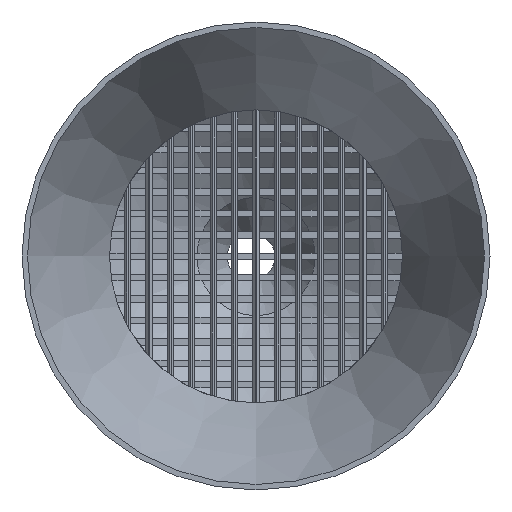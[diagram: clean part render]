
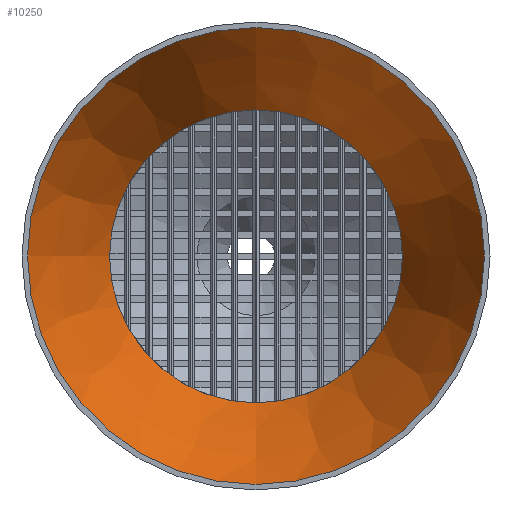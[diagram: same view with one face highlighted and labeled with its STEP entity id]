
A CAD part, top view. The second image highlights one B-rep face of the part: STEP entity #10250.
In plain terms, the highlighted conical face has half-angle 24 degrees and reference radius 46.038 mm.
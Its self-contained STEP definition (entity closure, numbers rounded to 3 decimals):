
#17=CONICAL_SURFACE('',#10847,46.038,0.419);
#169=CIRCLE('',#10846,46.461);
#170=CIRCLE('',#10848,72.462);
#589=FACE_OUTER_BOUND('',#1043,.T.);
#1043=EDGE_LOOP('',(#9381,#9382,#9383,#9384));
#2437=LINE('',#16247,#3825);
#3825=VECTOR('',#13398,47.5);
#4726=VERTEX_POINT('',#16242);
#4727=VERTEX_POINT('',#16246);
#6278=EDGE_CURVE('',#4726,#4726,#169,.F.);
#6280=EDGE_CURVE('',#4726,#4727,#2437,.T.);
#6281=EDGE_CURVE('',#4727,#4727,#170,.T.);
#9381=ORIENTED_EDGE('',*,*,#6278,.F.);
#9382=ORIENTED_EDGE('',*,*,#6280,.T.);
#9383=ORIENTED_EDGE('',*,*,#6281,.F.);
#9384=ORIENTED_EDGE('',*,*,#6280,.F.);
#10250=ADVANCED_FACE('',(#589),#17,.F.);
#10846=AXIS2_PLACEMENT_3D('',#16243,#13393,#13394);
#10847=AXIS2_PLACEMENT_3D('',#16245,#13396,#13397);
#10848=AXIS2_PLACEMENT_3D('',#16248,#13399,#13400);
#13393=DIRECTION('center_axis',(0.,0.,-1.));
#13394=DIRECTION('ref_axis',(-1.,0.,0.));
#13396=DIRECTION('center_axis',(0.,0.,1.));
#13397=DIRECTION('ref_axis',(-1.,0.,0.));
#13398=DIRECTION('',(0.407,0.,0.914));
#13399=DIRECTION('center_axis',(0.,0.,-1.));
#13400=DIRECTION('ref_axis',(-1.,0.,0.));
#16242=CARTESIAN_POINT('',(46.461,0.,4.4));
#16243=CARTESIAN_POINT('Origin',(0.,0.,
4.4));
#16245=CARTESIAN_POINT('Origin',(0.,0.,
3.451));
#16246=CARTESIAN_POINT('',(72.462,0.,62.8));
#16247=CARTESIAN_POINT('',(46.038,0.,3.451));
#16248=CARTESIAN_POINT('Origin',(0.,0.,
62.8));
